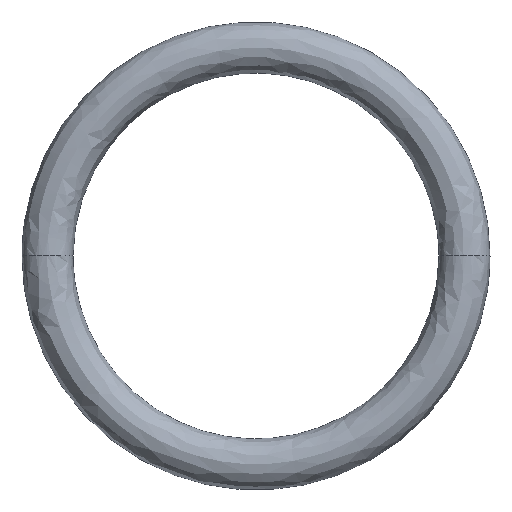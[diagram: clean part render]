
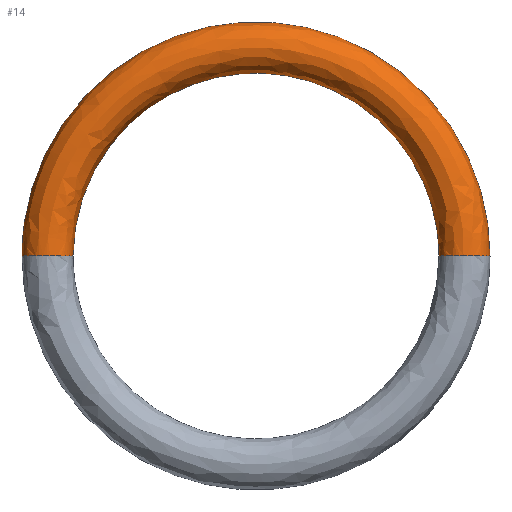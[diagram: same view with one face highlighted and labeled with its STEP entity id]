
A CAD part, top view. The second image highlights one B-rep face of the part: STEP entity #14.
In plain terms, the highlighted free-form (B-spline) face has degree [3, 3] with [7, 4] control points.
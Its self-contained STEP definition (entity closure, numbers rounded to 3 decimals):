
#14=ADVANCED_FACE('',(#18),#62,.T.);
#18=FACE_OUTER_BOUND('',#22,.T.);
#22=EDGE_LOOP('',(#26,#27,#28,#29));
#26=ORIENTED_EDGE('',*,*,#44,.T.);
#27=ORIENTED_EDGE('',*,*,#43,.T.);
#28=ORIENTED_EDGE('',*,*,#42,.T.);
#29=ORIENTED_EDGE('',*,*,#49,.T.);
#42=EDGE_CURVE('',#60,#59,#50,.T.);
#43=EDGE_CURVE('',#61,#60,#51,.T.);
#44=EDGE_CURVE('',#58,#61,#52,.T.);
#49=EDGE_CURVE('',#59,#58,#57,.T.);
#50=(
BOUNDED_CURVE()
B_SPLINE_CURVE(2,(#276,#277,#278,#279,#280),.UNSPECIFIED.,.F.,.F.)
B_SPLINE_CURVE_WITH_KNOTS((3,2,3),(6.283,7.854,9.425),
 .UNSPECIFIED.)
CURVE()
GEOMETRIC_REPRESENTATION_ITEM()
RATIONAL_B_SPLINE_CURVE((1.,0.707,1.,0.707,1.))
REPRESENTATION_ITEM('')
);
#51=(
BOUNDED_CURVE()
B_SPLINE_CURVE(2,(#281,#282,#283,#284,#285),.UNSPECIFIED.,.F.,.F.)
B_SPLINE_CURVE_WITH_KNOTS((3,2,3),(3.142,4.712,6.283),
 .UNSPECIFIED.)
CURVE()
GEOMETRIC_REPRESENTATION_ITEM()
RATIONAL_B_SPLINE_CURVE((1.,0.707,1.,0.707,1.))
REPRESENTATION_ITEM('')
);
#52=(
BOUNDED_CURVE()
B_SPLINE_CURVE(2,(#286,#287,#288,#289,#290),.UNSPECIFIED.,.F.,.F.)
B_SPLINE_CURVE_WITH_KNOTS((3,2,3),(-9.425,-7.854,
-6.283),.UNSPECIFIED.)
CURVE()
GEOMETRIC_REPRESENTATION_ITEM()
RATIONAL_B_SPLINE_CURVE((1.,0.707,1.,0.707,1.))
REPRESENTATION_ITEM('')
);
#57=(
BOUNDED_CURVE()
B_SPLINE_CURVE(2,(#311,#312,#313,#314,#315),.UNSPECIFIED.,.F.,.F.)
B_SPLINE_CURVE_WITH_KNOTS((3,2,3),(-9.425,-7.854,
-6.283),.UNSPECIFIED.)
CURVE()
GEOMETRIC_REPRESENTATION_ITEM()
RATIONAL_B_SPLINE_CURVE((1.,0.707,1.,0.707,1.))
REPRESENTATION_ITEM('')
);
#58=VERTEX_POINT('',#272);
#59=VERTEX_POINT('',#273);
#60=VERTEX_POINT('',#274);
#61=VERTEX_POINT('',#275);
#62=(
BOUNDED_SURFACE()
B_SPLINE_SURFACE(3,3,((#160,#161,#162,#163),(#164,#165,#166,#167),(#168,
#169,#170,#171),(#172,#173,#174,#175),(#176,#177,#178,#179),(#180,#181,
#182,#183),(#184,#185,#186,#187)),.UNSPECIFIED.,.F.,.F.,.F.)
B_SPLINE_SURFACE_WITH_KNOTS((4,3,4),(4,4),(0.,0.5,1.),(0.,1.),
 .UNSPECIFIED.)
GEOMETRIC_REPRESENTATION_ITEM()
RATIONAL_B_SPLINE_SURFACE(((1.,0.333,0.333,1.),
(0.781,0.26,0.26,0.781),
(0.781,0.26,0.26,0.781),
(1.,0.333,0.333,1.),(0.781,0.26,
0.26,0.781),(0.781,0.26,
0.26,0.781),(1.,0.333,0.333,
1.)))
REPRESENTATION_ITEM('')
SURFACE()
);
#160=CARTESIAN_POINT('',(-15.354,78.801,-28.152));
#161=CARTESIAN_POINT('',(-15.354,97.534,-28.152));
#162=CARTESIAN_POINT('',(-34.087,97.534,-28.152));
#163=CARTESIAN_POINT('',(-34.087,78.801,-28.152));
#164=CARTESIAN_POINT('',(-15.437,78.801,-27.327));
#165=CARTESIAN_POINT('',(-15.437,97.369,-27.327));
#166=CARTESIAN_POINT('',(-34.005,97.369,-27.327));
#167=CARTESIAN_POINT('',(-34.005,78.801,-27.327));
#168=CARTESIAN_POINT('',(-14.881,78.801,-26.713));
#169=CARTESIAN_POINT('',(-14.881,98.48,-26.713));
#170=CARTESIAN_POINT('',(-34.56,98.48,-26.713));
#171=CARTESIAN_POINT('',(-34.56,78.801,-26.713));
#172=CARTESIAN_POINT('',(-14.053,78.801,-26.713));
#173=CARTESIAN_POINT('',(-14.053,100.137,-26.713));
#174=CARTESIAN_POINT('',(-35.389,100.137,-26.713));
#175=CARTESIAN_POINT('',(-35.389,78.801,-26.713));
#176=CARTESIAN_POINT('',(-13.224,78.801,-26.713));
#177=CARTESIAN_POINT('',(-13.224,101.794,-26.713));
#178=CARTESIAN_POINT('',(-36.217,101.794,-26.713));
#179=CARTESIAN_POINT('',(-36.217,78.801,-26.713));
#180=CARTESIAN_POINT('',(-12.669,78.801,-27.327));
#181=CARTESIAN_POINT('',(-12.669,102.906,-27.327));
#182=CARTESIAN_POINT('',(-36.773,102.906,-27.327));
#183=CARTESIAN_POINT('',(-36.773,78.801,-27.327));
#184=CARTESIAN_POINT('',(-12.751,78.801,-28.152));
#185=CARTESIAN_POINT('',(-12.751,102.741,-28.152));
#186=CARTESIAN_POINT('',(-36.69,102.741,-28.152));
#187=CARTESIAN_POINT('',(-36.69,78.801,-28.152));
#272=CARTESIAN_POINT('',(-15.361,78.801,-28.021));
#273=CARTESIAN_POINT('',(-34.081,78.801,-28.021));
#274=CARTESIAN_POINT('',(-36.697,78.801,-28.021));
#275=CARTESIAN_POINT('',(-12.745,78.801,-28.021));
#276=CARTESIAN_POINT('',(-36.697,78.801,-28.021));
#277=CARTESIAN_POINT('',(-36.697,78.801,-26.713));
#278=CARTESIAN_POINT('',(-35.389,78.801,-26.713));
#279=CARTESIAN_POINT('',(-34.081,78.801,-26.713));
#280=CARTESIAN_POINT('',(-34.081,78.801,-28.021));
#281=CARTESIAN_POINT('',(-12.745,78.801,-28.021));
#282=CARTESIAN_POINT('',(-12.745,90.778,-28.021));
#283=CARTESIAN_POINT('',(-24.721,90.778,-28.021));
#284=CARTESIAN_POINT('',(-36.697,90.778,-28.021));
#285=CARTESIAN_POINT('',(-36.697,78.801,-28.021));
#286=CARTESIAN_POINT('',(-15.361,78.801,-28.021));
#287=CARTESIAN_POINT('',(-15.361,78.801,-26.713));
#288=CARTESIAN_POINT('',(-14.053,78.801,-26.713));
#289=CARTESIAN_POINT('',(-12.745,78.801,-26.713));
#290=CARTESIAN_POINT('',(-12.745,78.801,-28.021));
#311=CARTESIAN_POINT('',(-34.081,78.801,-28.021));
#312=CARTESIAN_POINT('',(-34.081,88.161,-28.021));
#313=CARTESIAN_POINT('',(-24.721,88.161,-28.021));
#314=CARTESIAN_POINT('',(-15.361,88.161,-28.021));
#315=CARTESIAN_POINT('',(-15.361,78.801,-28.021));
